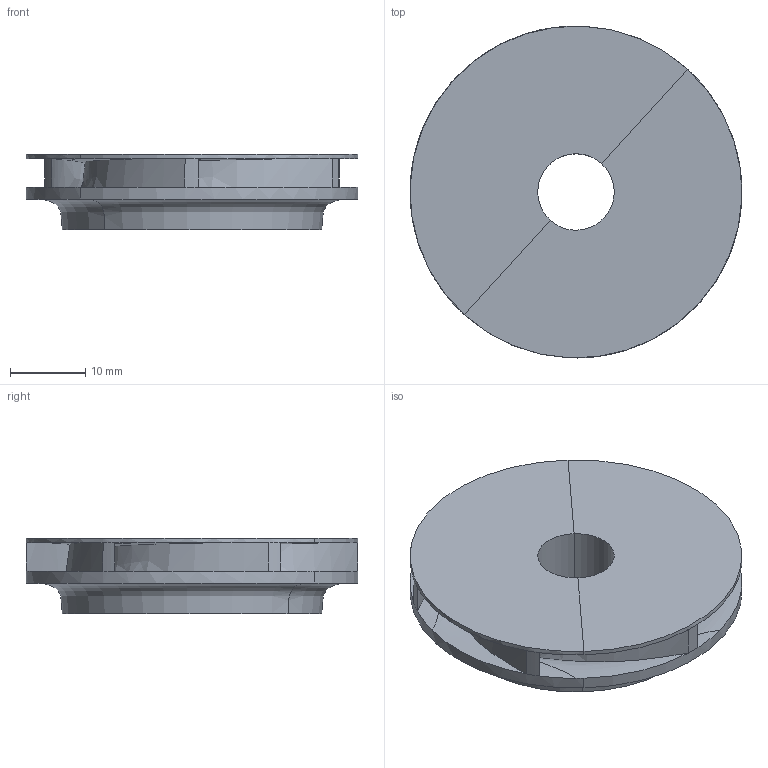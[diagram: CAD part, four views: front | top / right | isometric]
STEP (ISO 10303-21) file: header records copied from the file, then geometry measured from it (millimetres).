
FILE_DESCRIPTION(('Open CASCADE Model'),'2;1');
FILE_NAME('Open CASCADE Shape Model','2024-10-18T09:48:24',('Author'),( 'Open CASCADE'),'Open CASCADE STEP processor 7.6','Open CASCADE 7.6' ,'Unknown');
FILE_SCHEMA(('AUTOMOTIVE_DESIGN { 1 0 10303 214 1 1 1 1 }'));
Length unit declared in the file: millimetre
Products named in the file (1): [Impeller_2] Material domain
Bounding box: 44.07 x 44.09 x 9.98 mm (x, y, z)
Volume: 6277.8 mm3; surface area: 7444.6 mm2
Topology: 1 solids, 1 shells, 50 faces, 152 edges, 90 vertices
Faces by surface type: revolution 32, bspline 18
Entity records: 14510 total; most frequent: CARTESIAN_POINT 13301, ORIENTED_EDGE 304, DIRECTION 166, EDGE_CURVE 152, B_SPLINE_CURVE_WITH_KNOTS 118, VERTEX_POINT 90, AXIS2_PLACEMENT_3D 67, CIRCLE 66
